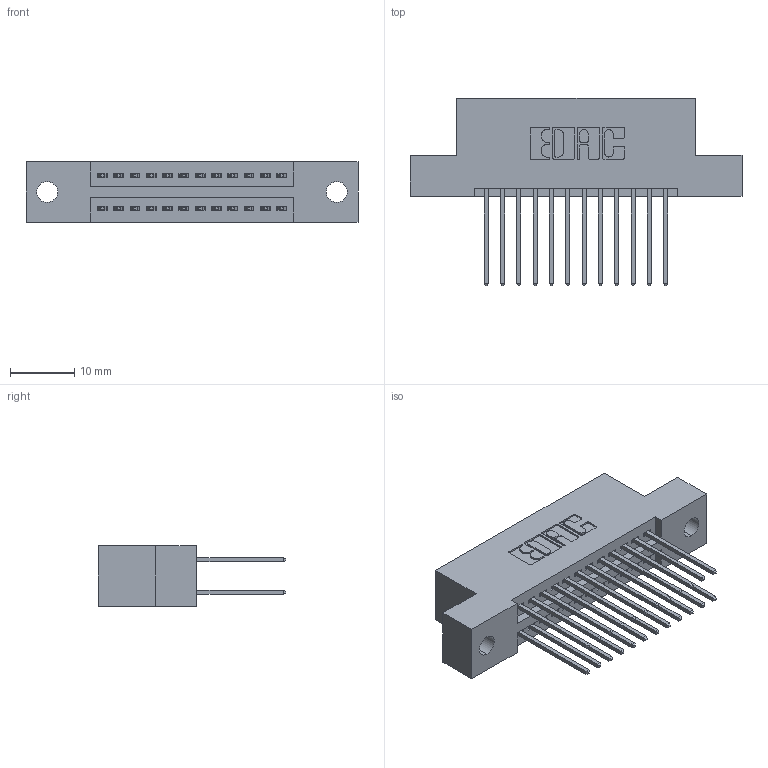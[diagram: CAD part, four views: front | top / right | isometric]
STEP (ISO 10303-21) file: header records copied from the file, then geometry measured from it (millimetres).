
FILE_DESCRIPTION (( 'STEP AP203' ), '1' );
FILE_NAME ('345-024-540-202.STEP', '2019-10-27T16:52:34', ( '' ), ( '' ), 'SwSTEP 2.0', 'SolidWorks 2016', '' );
FILE_SCHEMA (( 'CONFIG_CONTROL_DESIGN' ));
Length unit declared in the file: inch
Products named in the file (3): 345-024-540-202; 345 Part_Flush Mounting Lugs - 0.128 Dia; 345-292-001_345-293-140
Assembly tree (25 placements, depth 2):
  345-024-540-202
    345 Part_Flush Mounting Lugs - 0.128 Dia
    345-292-001_345-293-140  x24
Bounding box: 51.69 x 29.13 x 9.4 mm (x, y, z)
Volume: 4797 mm3; surface area: 6659.1 mm2
Topology: 25 solids, 25 shells, 1326 faces, 3917 edges, 2578 vertices
Faces by surface type: plane 872, cylinder 454
Entity records: 13475 total; most frequent: CARTESIAN_POINT 2288, ORIENTED_EDGE 2222, DIRECTION 2055, EDGE_CURVE 1111, VECTOR 931, LINE 931, VERTEX_POINT 738, AXIS2_PLACEMENT_3D 562
